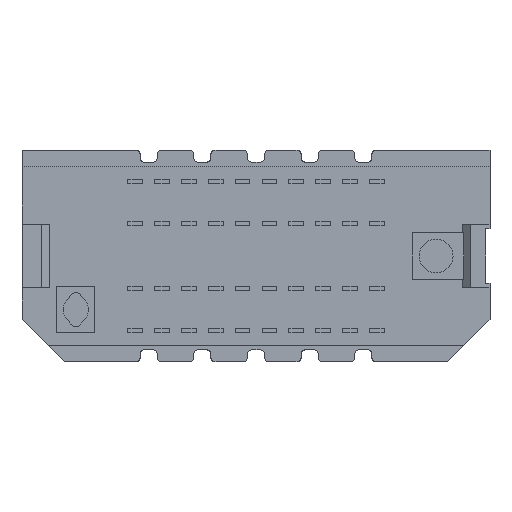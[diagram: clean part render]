
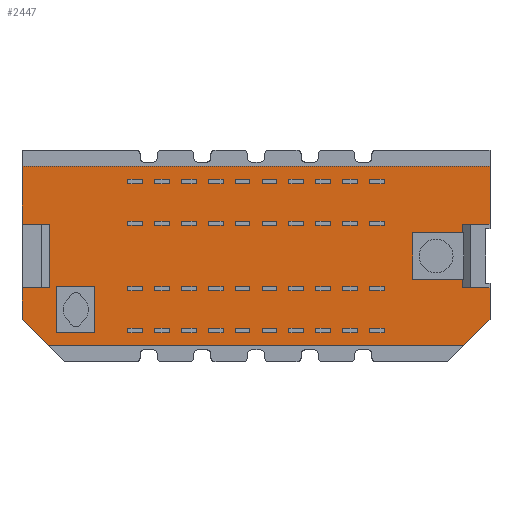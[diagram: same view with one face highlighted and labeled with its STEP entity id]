
A CAD part, front view. The second image highlights one B-rep face of the part: STEP entity #2447.
In plain terms, the highlighted planar face has unit normal (0, -1, 0).
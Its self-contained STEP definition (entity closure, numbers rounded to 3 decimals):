
#2447 = ADVANCED_FACE( '', ( #5582, #5583 ), #5584, .F. );
#5582 = FACE_BOUND( '', #9443, .T. );
#5583 = FACE_OUTER_BOUND( '', #9444, .T. );
#5584 = PLANE( '', #9445 );
#9443 = EDGE_LOOP( '', ( #16671, #16672, #16673, #16674 ) );
#9444 = EDGE_LOOP( '', ( #16675, #16676, #16677, #16678, #16679, #16680, #16681, #16682, #16683, #16684, #16685, #16686, #16687, #16688, #16689, #16690, #16691, #16692 ) );
#9445 = AXIS2_PLACEMENT_3D( '', #16693, #16694, #16695 );
#16671 = ORIENTED_EDGE( '', *, *, #26417, .T. );
#16672 = ORIENTED_EDGE( '', *, *, #25966, .T. );
#16673 = ORIENTED_EDGE( '', *, *, #26418, .T. );
#16674 = ORIENTED_EDGE( '', *, *, #26419, .T. );
#16675 = ORIENTED_EDGE( '', *, *, #24968, .F. );
#16676 = ORIENTED_EDGE( '', *, *, #26401, .T. );
#16677 = ORIENTED_EDGE( '', *, *, #24919, .T. );
#16678 = ORIENTED_EDGE( '', *, *, #26420, .T. );
#16679 = ORIENTED_EDGE( '', *, *, #26421, .F. );
#16680 = ORIENTED_EDGE( '', *, *, #26422, .T. );
#16681 = ORIENTED_EDGE( '', *, *, #26423, .F. );
#16682 = ORIENTED_EDGE( '', *, *, #26424, .F. );
#16683 = ORIENTED_EDGE( '', *, *, #26425, .F. );
#16684 = ORIENTED_EDGE( '', *, *, #26426, .T. );
#16685 = ORIENTED_EDGE( '', *, *, #26427, .F. );
#16686 = ORIENTED_EDGE( '', *, *, #24546, .F. );
#16687 = ORIENTED_EDGE( '', *, *, #26428, .F. );
#16688 = ORIENTED_EDGE( '', *, *, #26429, .F. );
#16689 = ORIENTED_EDGE( '', *, *, #24748, .F. );
#16690 = ORIENTED_EDGE( '', *, *, #26430, .F. );
#16691 = ORIENTED_EDGE( '', *, *, #25070, .F. );
#16692 = ORIENTED_EDGE( '', *, *, #26431, .F. );
#16693 = CARTESIAN_POINT( '', ( 0., -0.4, 0. ) );
#16694 = DIRECTION( '', ( 0., 1., 0. ) );
#16695 = DIRECTION( '', ( 0., 0., 1. ) );
#24546 = EDGE_CURVE( '', #30017, #30020, #30021, .T. );
#24748 = EDGE_CURVE( '', #30363, #30364, #30365, .T. );
#24919 = EDGE_CURVE( '', #30646, #30647, #30648, .T. );
#24968 = EDGE_CURVE( '', #30726, #30728, #30729, .T. );
#25070 = EDGE_CURVE( '', #30898, #30900, #30901, .T. );
#25966 = EDGE_CURVE( '', #32325, #32326, #32327, .T. );
#26401 = EDGE_CURVE( '', #30726, #30646, #32958, .T. );
#26417 = EDGE_CURVE( '', #32981, #32325, #32982, .T. );
#26418 = EDGE_CURVE( '', #32326, #32983, #32984, .T. );
#26419 = EDGE_CURVE( '', #32983, #32981, #32985, .T. );
#26420 = EDGE_CURVE( '', #30647, #32986, #32987, .T. );
#26421 = EDGE_CURVE( '', #32988, #32986, #32989, .T. );
#26422 = EDGE_CURVE( '', #32988, #32990, #32991, .T. );
#26423 = EDGE_CURVE( '', #32992, #32990, #32993, .T. );
#26424 = EDGE_CURVE( '', #32994, #32992, #32995, .T. );
#26425 = EDGE_CURVE( '', #32996, #32994, #32997, .T. );
#26426 = EDGE_CURVE( '', #32996, #32998, #32999, .T. );
#26427 = EDGE_CURVE( '', #30020, #32998, #33000, .T. );
#26428 = EDGE_CURVE( '', #33001, #30017, #33002, .T. );
#26429 = EDGE_CURVE( '', #30364, #33001, #33003, .T. );
#26430 = EDGE_CURVE( '', #30900, #30363, #33004, .T. );
#26431 = EDGE_CURVE( '', #30728, #30898, #33005, .T. );
#30017 = VERTEX_POINT( '', #37835 );
#30020 = VERTEX_POINT( '', #37839 );
#30021 = LINE( '', #37840, #37841 );
#30363 = VERTEX_POINT( '', #38342 );
#30364 = VERTEX_POINT( '', #38343 );
#30365 = LINE( '', #38344, #38345 );
#30646 = VERTEX_POINT( '', #38765 );
#30647 = VERTEX_POINT( '', #38766 );
#30648 = LINE( '', #38767, #38768 );
#30726 = VERTEX_POINT( '', #38882 );
#30728 = VERTEX_POINT( '', #38885 );
#30729 = LINE( '', #38886, #38887 );
#30898 = VERTEX_POINT( '', #39137 );
#30900 = VERTEX_POINT( '', #39140 );
#30901 = LINE( '', #39141, #39142 );
#32325 = VERTEX_POINT( '', #41273 );
#32326 = VERTEX_POINT( '', #41274 );
#32327 = LINE( '', #41275, #41276 );
#32958 = LINE( '', #42222, #42223 );
#32981 = VERTEX_POINT( '', #42252 );
#32982 = LINE( '', #42253, #42254 );
#32983 = VERTEX_POINT( '', #42255 );
#32984 = LINE( '', #42256, #42257 );
#32985 = LINE( '', #42258, #42259 );
#32986 = VERTEX_POINT( '', #42260 );
#32987 = LINE( '', #42261, #42262 );
#32988 = VERTEX_POINT( '', #42263 );
#32989 = LINE( '', #42264, #42265 );
#32990 = VERTEX_POINT( '', #42266 );
#32991 = LINE( '', #42267, #42268 );
#32992 = VERTEX_POINT( '', #42269 );
#32993 = LINE( '', #42270, #42271 );
#32994 = VERTEX_POINT( '', #42272 );
#32995 = LINE( '', #42273, #42274 );
#32996 = VERTEX_POINT( '', #42275 );
#32997 = LINE( '', #42276, #42277 );
#32998 = VERTEX_POINT( '', #42278 );
#32999 = LINE( '', #42279, #42280 );
#33000 = LINE( '', #42281, #42282 );
#33001 = VERTEX_POINT( '', #42283 );
#33002 = LINE( '', #42284, #42285 );
#33003 = LINE( '', #42286, #42287 );
#33004 = LINE( '', #42288, #42289 );
#33005 = LINE( '', #42290, #42291 );
#37835 = CARTESIAN_POINT( '', ( 0., -0.4, -0.75 ) );
#37839 = CARTESIAN_POINT( '', ( 0.65, -0.4, -0.75 ) );
#37840 = CARTESIAN_POINT( '', ( 0., -0.4, -0.75 ) );
#37841 = VECTOR( '', #46749, 1000. );
#38342 = CARTESIAN_POINT( '', ( 10.45, -0.4, -2.12 ) );
#38343 = CARTESIAN_POINT( '', ( 0.62, -0.4, -2.12 ) );
#38344 = CARTESIAN_POINT( '', ( 11.07, -0.4, -2.12 ) );
#38345 = VECTOR( '', #46939, 1000. );
#38765 = CARTESIAN_POINT( '', ( 9.245, -0.4, -0.55 ) );
#38766 = CARTESIAN_POINT( '', ( 9.245, -0.4, 0.55 ) );
#38767 = CARTESIAN_POINT( '', ( 9.245, -0.4, 0. ) );
#38768 = VECTOR( '', #47124, 1000. );
#38882 = CARTESIAN_POINT( '', ( 10.42, -0.4, -0.55 ) );
#38885 = CARTESIAN_POINT( '', ( 10.42, -0.4, -0.75 ) );
#38886 = CARTESIAN_POINT( '', ( 10.42, -0.4, 0. ) );
#38887 = VECTOR( '', #47171, 1000. );
#39137 = CARTESIAN_POINT( '', ( 11.07, -0.4, -0.75 ) );
#39140 = CARTESIAN_POINT( '', ( 11.07, -0.4, -1.5 ) );
#39141 = CARTESIAN_POINT( '', ( 11.07, -0.4, 2.12 ) );
#39142 = VECTOR( '', #47257, 1000. );
#41273 = CARTESIAN_POINT( '', ( 1.725, -0.4, -1.82 ) );
#41274 = CARTESIAN_POINT( '', ( 0.825, -0.4, -1.82 ) );
#41275 = CARTESIAN_POINT( '', ( 0., -0.4, -1.82 ) );
#41276 = VECTOR( '', #48085, 1000. );
#42222 = CARTESIAN_POINT( '', ( 0., -0.4, -0.55 ) );
#42223 = VECTOR( '', #48473, 1000. );
#42252 = CARTESIAN_POINT( '', ( 1.725, -0.4, -0.72 ) );
#42253 = CARTESIAN_POINT( '', ( 1.725, -0.4, 0. ) );
#42254 = VECTOR( '', #48495, 1000. );
#42255 = CARTESIAN_POINT( '', ( 0.825, -0.4, -0.72 ) );
#42256 = CARTESIAN_POINT( '', ( 0.825, -0.4, 0. ) );
#42257 = VECTOR( '', #48496, 1000. );
#42258 = CARTESIAN_POINT( '', ( 0., -0.4, -0.72 ) );
#42259 = VECTOR( '', #48497, 1000. );
#42260 = CARTESIAN_POINT( '', ( 10.42, -0.4, 0.55 ) );
#42261 = CARTESIAN_POINT( '', ( 0., -0.4, 0.55 ) );
#42262 = VECTOR( '', #48498, 1000. );
#42263 = CARTESIAN_POINT( '', ( 10.42, -0.4, 0.75 ) );
#42264 = CARTESIAN_POINT( '', ( 10.42, -0.4, 0. ) );
#42265 = VECTOR( '', #48499, 1000. );
#42266 = CARTESIAN_POINT( '', ( 11.07, -0.4, 0.75 ) );
#42267 = CARTESIAN_POINT( '', ( 0., -0.4, 0.75 ) );
#42268 = VECTOR( '', #48500, 1000. );
#42269 = CARTESIAN_POINT( '', ( 11.07, -0.4, 2.12 ) );
#42270 = CARTESIAN_POINT( '', ( 11.07, -0.4, 2.12 ) );
#42271 = VECTOR( '', #48501, 1000. );
#42272 = CARTESIAN_POINT( '', ( 0., -0.4, 2.12 ) );
#42273 = CARTESIAN_POINT( '', ( 0., -0.4, 2.12 ) );
#42274 = VECTOR( '', #48502, 1000. );
#42275 = CARTESIAN_POINT( '', ( 0., -0.4, 0.75 ) );
#42276 = CARTESIAN_POINT( '', ( 0., -0.4, -2.12 ) );
#42277 = VECTOR( '', #48503, 1000. );
#42278 = CARTESIAN_POINT( '', ( 0.65, -0.4, 0.75 ) );
#42279 = CARTESIAN_POINT( '', ( 0., -0.4, 0.75 ) );
#42280 = VECTOR( '', #48504, 1000. );
#42281 = CARTESIAN_POINT( '', ( 0.65, -0.4, 0. ) );
#42282 = VECTOR( '', #48505, 1000. );
#42283 = CARTESIAN_POINT( '', ( 0., -0.4, -1.5 ) );
#42284 = CARTESIAN_POINT( '', ( 0., -0.4, -2.12 ) );
#42285 = VECTOR( '', #48506, 1000. );
#42286 = CARTESIAN_POINT( '', ( -0.75, -0.4, -0.75 ) );
#42287 = VECTOR( '', #48507, 1000. );
#42288 = CARTESIAN_POINT( '', ( 6.285, -0.4, -6.285 ) );
#42289 = VECTOR( '', #48508, 1000. );
#42290 = CARTESIAN_POINT( '', ( 0., -0.4, -0.75 ) );
#42291 = VECTOR( '', #48509, 1000. );
#46749 = DIRECTION( '', ( 1., 0., 0. ) );
#46939 = DIRECTION( '', ( -1., 0., 0. ) );
#47124 = DIRECTION( '', ( 0., 0., 1. ) );
#47171 = DIRECTION( '', ( 0., 0., -1. ) );
#47257 = DIRECTION( '', ( 0., 0., -1. ) );
#48085 = DIRECTION( '', ( -1., 0., 0. ) );
#48473 = DIRECTION( '', ( -1., 0., 0. ) );
#48495 = DIRECTION( '', ( 0., 0., -1. ) );
#48496 = DIRECTION( '', ( 0., 0., 1. ) );
#48497 = DIRECTION( '', ( 1., 0., 0. ) );
#48498 = DIRECTION( '', ( 1., 0., 0. ) );
#48499 = DIRECTION( '', ( 0., 0., -1. ) );
#48500 = DIRECTION( '', ( 1., 0., 0. ) );
#48501 = DIRECTION( '', ( 0., 0., -1. ) );
#48502 = DIRECTION( '', ( 1., 0., 0. ) );
#48503 = DIRECTION( '', ( 0., 0., 1. ) );
#48504 = DIRECTION( '', ( 1., 0., 0. ) );
#48505 = DIRECTION( '', ( 0., 0., 1. ) );
#48506 = DIRECTION( '', ( 0., 0., 1. ) );
#48507 = DIRECTION( '', ( -0.707, 0., 0.707 ) );
#48508 = DIRECTION( '', ( -0.707, 0., -0.707 ) );
#48509 = DIRECTION( '', ( 1., 0., 0. ) );
